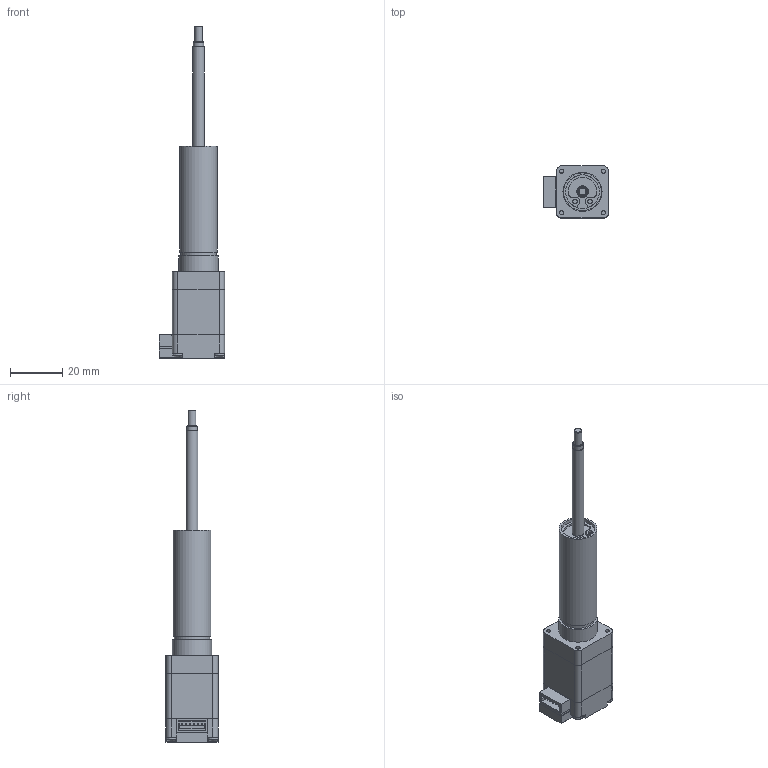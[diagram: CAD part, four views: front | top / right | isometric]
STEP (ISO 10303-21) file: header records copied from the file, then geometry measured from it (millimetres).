
FILE_DESCRIPTION((''),'2;1');
FILE_NAME('零件9.stp','2018-08-16T08:38:48',('tao.xu'),(''),'Autodesk Inventor 2013','Autodesk Inventor 2013','');
FILE_SCHEMA(('CONFIG_CONTROL_DESIGN'));
Length unit declared in the file: millimetre
Products named in the file (1): 零件9
Bounding box: 25 x 20 x 127.5 mm (x, y, z)
Volume: 21572.5 mm3; surface area: 7842.8 mm2
Topology: 1 solids, 2 shells, 298 faces, 736 edges, 472 vertices
Faces by surface type: plane 157, cylinder 61, cone 56, torus 20, sphere 4
Full cylindrical faces by diameter (mm): 0.5 x12, 0.6 x6, 1.6 x4, 1.7 x2, 3 x1, 3.5 x2, 4 x1, 4.5 x4, 6 x1, 6.5 x1, 13 x1, 13.5 x1, 14.5 x1, 15 x1
Entity records: 9214 total; most frequent: CARTESIAN_POINT 2271, DIRECTION 1360, ORIENTED_EDGE 1314, EDGE_CURVE 657, AXIS2_PLACEMENT_3D 532, VERTEX_POINT 451, EDGE_LOOP 400, STYLED_ITEM 299
